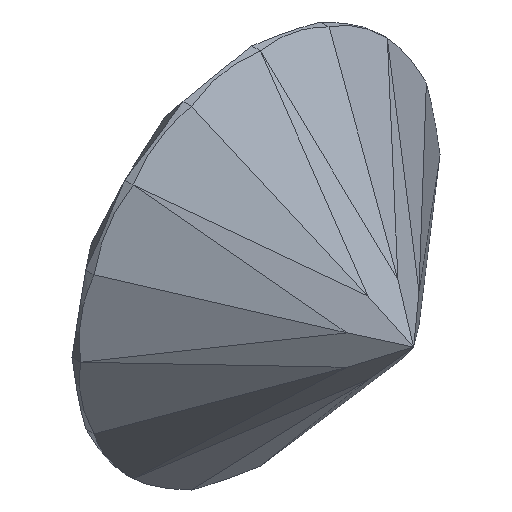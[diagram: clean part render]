
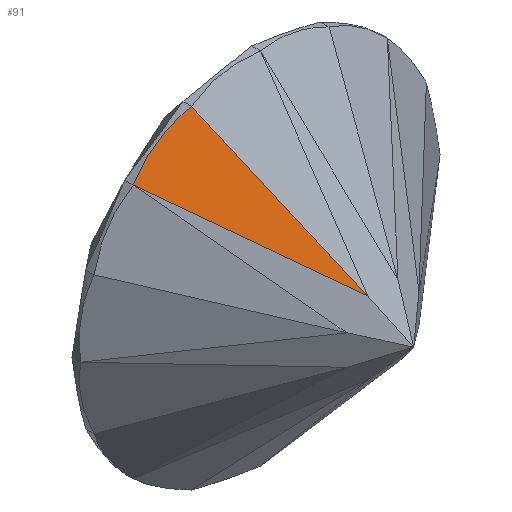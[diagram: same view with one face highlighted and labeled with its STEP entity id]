
A CAD part, isometric view. The second image highlights one B-rep face of the part: STEP entity #91.
In plain terms, the highlighted free-form (B-spline) face has degree [1, 1] with [2, 2] control points.
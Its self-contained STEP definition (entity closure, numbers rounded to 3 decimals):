
#24 = VERTEX_POINT('',#25);
#25 = CARTESIAN_POINT('',(-0.934,-7.973,2.254
    ));
#31 = VERTEX_POINT('',#32);
#32 = CARTESIAN_POINT('',(-4.314,-0.276,
    10.414));
#39 = EDGE_CURVE('',#31,#24,#40,.T.);
#40 = B_SPLINE_CURVE_WITH_KNOTS('',1,(#41,#42),.UNSPECIFIED.,.F.,.F.,(2,
    2),(-4.157,4.157),.PIECEWISE_BEZIER_KNOTS.);
#41 = CARTESIAN_POINT('',(-4.314,-0.276,
    10.414));
#42 = CARTESIAN_POINT('',(-0.934,-7.973,2.254
    ));
#91 = ADVANCED_FACE('',(#92),#112,.T.);
#92 = FACE_BOUND('',#93,.T.);
#93 = EDGE_LOOP('',(#94,#101,#102));
#94 = ORIENTED_EDGE('',*,*,#95,.T.);
#95 = EDGE_CURVE('',#96,#24,#98,.T.);
#96 = VERTEX_POINT('',#97);
#97 = CARTESIAN_POINT('',(-7.97,-0.276,7.97
    ));
#98 = B_SPLINE_CURVE_WITH_KNOTS('',1,(#99,#100),.UNSPECIFIED.,.F.,.F.,(2
    ,2),(-4.22,4.22),.PIECEWISE_BEZIER_KNOTS.);
#99 = CARTESIAN_POINT('',(-7.97,-0.276,7.97
    ));
#100 = CARTESIAN_POINT('',(-0.934,-7.973,
    2.254));
#101 = ORIENTED_EDGE('',*,*,#39,.F.);
#102 = ORIENTED_EDGE('',*,*,#103,.F.);
#103 = EDGE_CURVE('',#96,#31,#104,.T.);
#104 = B_SPLINE_CURVE_WITH_KNOTS('',3,(#105,#106,#107,#108,#109,#110,
    #111),.UNSPECIFIED.,.F.,.F.,(4,1,1,1,4),(0.,0.25,0.5,0.75,1.),
  .QUASI_UNIFORM_KNOTS.);
#105 = CARTESIAN_POINT('',(-7.97,-0.276,
    7.97));
#106 = CARTESIAN_POINT('',(-7.712,-0.213,
    8.229));
#107 = CARTESIAN_POINT('',(-7.167,-0.117,
    8.724));
#108 = CARTESIAN_POINT('',(-6.273,-0.068,
    9.387));
#109 = CARTESIAN_POINT('',(-5.317,-0.117,9.96
    ));
#110 = CARTESIAN_POINT('',(-4.651,-0.213,
    10.274));
#111 = CARTESIAN_POINT('',(-4.314,-0.276,
    10.414));
#112 = B_SPLINE_SURFACE_WITH_KNOTS('',1,1,(
    (#113,#114)
    ,(#115,#116
    )),.UNSPECIFIED.,.F.,.F.,.F.,(2,2),(2,2),(-0.055,
    8.314),(-3.087,0.),
  .PIECEWISE_BEZIER_KNOTS.);
#113 = CARTESIAN_POINT('',(-8.18,0.2,8.475
    ));
#114 = CARTESIAN_POINT('',(-4.336,-0.225,
    10.468));
#115 = CARTESIAN_POINT('',(-4.777,-7.548,0.261
    ));
#116 = CARTESIAN_POINT('',(-0.934,-7.973,
    2.254));
